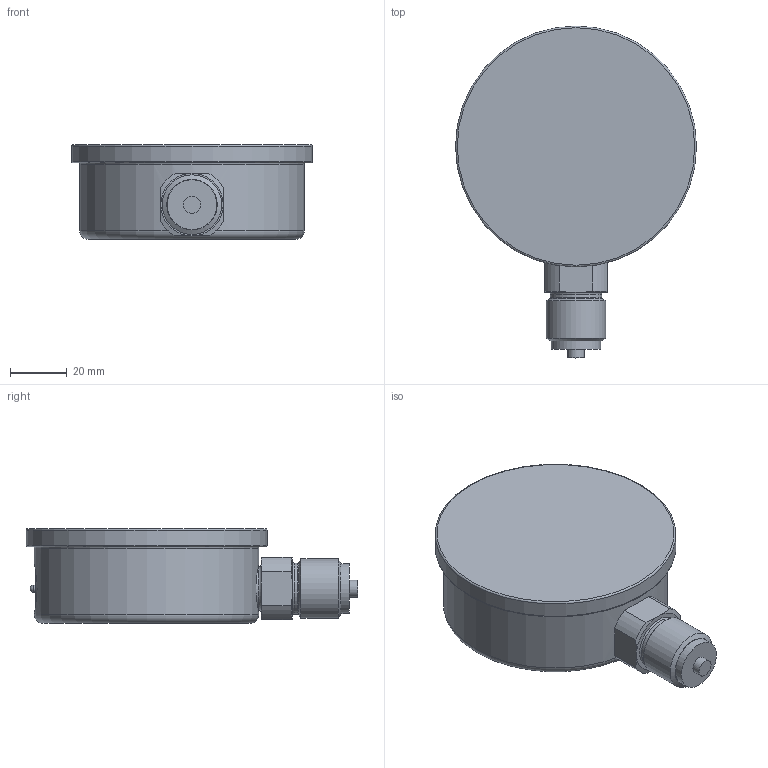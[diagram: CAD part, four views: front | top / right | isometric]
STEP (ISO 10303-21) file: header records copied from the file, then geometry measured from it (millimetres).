
FILE_DESCRIPTION(/* description */ (''),/* implementation_level */ '2;1');
FILE_NAME(/* name */ 'RF80Gly_D701_851XX701.stp',/* time_stamp */ '2018-01-22T11:11:59+01:00',/* author */ ('acgl'),/* organization */ (''),/* preprocessor_version */ 'ST-DEVELOPER v15.6',/* originating_system */ 'Autodesk Inventor 2015',/* authorisation */ '');
FILE_SCHEMA (('AUTOMOTIVE_DESIGN { 1 0 10303 214 3 1 1 }'));
Length unit declared in the file: centimetre
Products named in the file (1): RF80Gly_D701_851XX701
Bounding box: 84.8 x 116.8 x 33.3 mm (x, y, z)
Volume: 176994.6 mm3; surface area: 22628 mm2
Topology: 1 solids, 1 shells, 94 faces, 216 edges, 131 vertices
Faces by surface type: cylinder 26, plane 25, torus 23, cone 13, bspline 6, sphere 1
Full cylindrical faces by diameter (mm): 2.5 x1, 6 x2, 8.4 x1, 15 x1, 17.5 x1, 18 x1, 20.955 x1, 79 x1, 84.8 x1
Entity records: 3035 total; most frequent: CARTESIAN_POINT 918, DIRECTION 432, ORIENTED_EDGE 366, AXIS2_PLACEMENT_3D 196, EDGE_CURVE 183, EDGE_LOOP 128, VERTEX_POINT 121, CIRCLE 107
